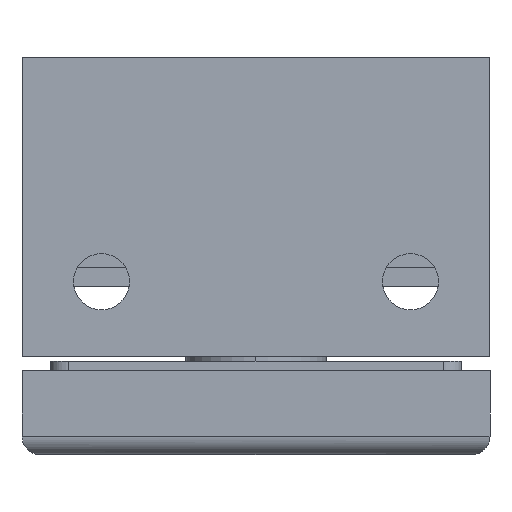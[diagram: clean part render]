
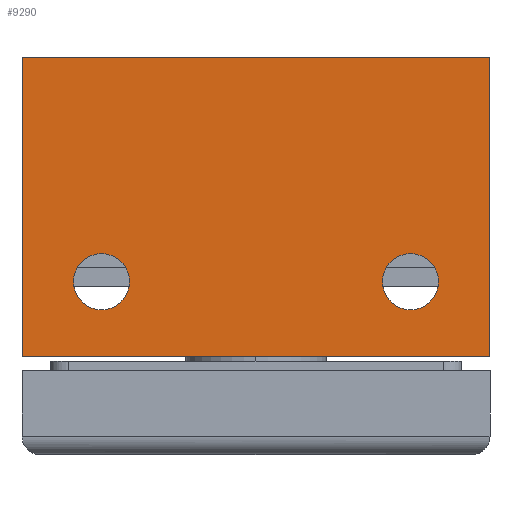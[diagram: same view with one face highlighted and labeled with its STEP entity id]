
A CAD part, left-side view. The second image highlights one B-rep face of the part: STEP entity #9290.
In plain terms, the highlighted planar face has unit normal (-1, 0, 0).
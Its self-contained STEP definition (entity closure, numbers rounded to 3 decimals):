
#138 = CARTESIAN_POINT ( 'NONE',  ( -12.5, 25., 7.5 ) ) ;
#238 = CARTESIAN_POINT ( 'NONE',  ( -12.5, 25., 7.5 ) ) ;
#299 = FACE_BOUND ( 'NONE', #8724, .T. ) ;
#485 = CIRCLE ( 'NONE', #1845, 3. ) ;
#488 = LINE ( 'NONE', #3544, #1498 ) ;
#750 = EDGE_CURVE ( 'NONE', #4335, #1408, #485, .T. ) ;
#903 = ORIENTED_EDGE ( 'NONE', *, *, #7737, .T. ) ;
#1012 = EDGE_CURVE ( 'NONE', #1670, #9309, #7732, .T. ) ;
#1318 = CARTESIAN_POINT ( 'NONE',  ( -12.5, 16.5, -19.5 ) ) ;
#1408 = VERTEX_POINT ( 'NONE', #1318 ) ;
#1485 = CARTESIAN_POINT ( 'NONE',  ( -12.5, 16.5, -16.5 ) ) ;
#1498 = VECTOR ( 'NONE', #8108, 1000. ) ;
#1571 = DIRECTION ( 'NONE',  ( 1., 0., 0. ) ) ;
#1670 = VERTEX_POINT ( 'NONE', #9159 ) ;
#1845 = AXIS2_PLACEMENT_3D ( 'NONE', #1964, #4617, #9362 ) ;
#1964 = CARTESIAN_POINT ( 'NONE',  ( -12.5, 16.5, -16.5 ) ) ;
#2104 = ORIENTED_EDGE ( 'NONE', *, *, #750, .T. ) ;
#2344 = CARTESIAN_POINT ( 'NONE',  ( -12.5, 16.5, -13.5 ) ) ;
#2390 = DIRECTION ( 'NONE',  ( 0., 0., -1. ) ) ;
#2477 = EDGE_CURVE ( 'NONE', #1408, #4335, #11505, .T. ) ;
#2485 = FACE_OUTER_BOUND ( 'NONE', #6551, .T. ) ;
#2545 = DIRECTION ( 'NONE',  ( 0., -1., 0. ) ) ;
#2586 = CARTESIAN_POINT ( 'NONE',  ( -12.5, 25., -24.5 ) ) ;
#3068 = FACE_BOUND ( 'NONE', #6742, .T. ) ;
#3412 = EDGE_CURVE ( 'NONE', #10235, #8780, #488, .T. ) ;
#3544 = CARTESIAN_POINT ( 'NONE',  ( -12.5, 25., 7.5 ) ) ;
#3850 = ORIENTED_EDGE ( 'NONE', *, *, #11231, .F. ) ;
#4335 = VERTEX_POINT ( 'NONE', #2344 ) ;
#4564 = CARTESIAN_POINT ( 'NONE',  ( -12.5, -16.5, -16.5 ) ) ;
#4566 = AXIS2_PLACEMENT_3D ( 'NONE', #5970, #7804, #5007 ) ;
#4617 = DIRECTION ( 'NONE',  ( 1., 0., 0. ) ) ;
#5007 = DIRECTION ( 'NONE',  ( 0., 0., -1. ) ) ;
#5097 = VECTOR ( 'NONE', #2545, 1000. ) ;
#5229 = AXIS2_PLACEMENT_3D ( 'NONE', #1485, #1571, #2390 ) ;
#5314 = ORIENTED_EDGE ( 'NONE', *, *, #6646, .T. ) ;
#5370 = DIRECTION ( 'NONE',  ( -1., 0., 0. ) ) ;
#5534 = ORIENTED_EDGE ( 'NONE', *, *, #3412, .F. ) ;
#5709 = CARTESIAN_POINT ( 'NONE',  ( -12.5, -16.5, -13.5 ) ) ;
#5970 = CARTESIAN_POINT ( 'NONE',  ( -12.5, -16.5, -16.5 ) ) ;
#5994 = VECTOR ( 'NONE', #7356, 1000. ) ;
#6026 = CARTESIAN_POINT ( 'NONE',  ( -12.5, -25., 7.5 ) ) ;
#6551 = EDGE_LOOP ( 'NONE', ( #5314, #5534, #10810, #903 ) ) ;
#6646 = EDGE_CURVE ( 'NONE', #9796, #8780, #10797, .T. ) ;
#6647 = PLANE ( 'NONE',  #11150 ) ;
#6742 = EDGE_LOOP ( 'NONE', ( #10561, #3850 ) ) ;
#7210 = CARTESIAN_POINT ( 'NONE',  ( -12.5, -25., -24.5 ) ) ;
#7281 = CIRCLE ( 'NONE', #4566, 3. ) ;
#7356 = DIRECTION ( 'NONE',  ( 0., 0., 1. ) ) ;
#7404 = AXIS2_PLACEMENT_3D ( 'NONE', #4564, #5370, #8165 ) ;
#7732 = CIRCLE ( 'NONE', #7404, 3. ) ;
#7737 = EDGE_CURVE ( 'NONE', #8852, #9796, #8575, .T. ) ;
#7804 = DIRECTION ( 'NONE',  ( -1., 0., 0. ) ) ;
#8108 = DIRECTION ( 'NONE',  ( 0., -1., 0. ) ) ;
#8165 = DIRECTION ( 'NONE',  ( 0., 0., -1. ) ) ;
#8410 = LINE ( 'NONE', #238, #10300 ) ;
#8575 = LINE ( 'NONE', #2586, #5097 ) ;
#8663 = EDGE_CURVE ( 'NONE', #8852, #10235, #8410, .T. ) ;
#8724 = EDGE_LOOP ( 'NONE', ( #11332, #2104 ) ) ;
#8780 = VERTEX_POINT ( 'NONE', #6026 ) ;
#8852 = VERTEX_POINT ( 'NONE', #9646 ) ;
#9159 = CARTESIAN_POINT ( 'NONE',  ( -12.5, -16.5, -19.5 ) ) ;
#9287 = DIRECTION ( 'NONE',  ( 1., 0., 0. ) ) ;
#9290 = ADVANCED_FACE ( 'NONE', ( #3068, #299, #2485 ), #6647, .F. ) ;
#9309 = VERTEX_POINT ( 'NONE', #5709 ) ;
#9362 = DIRECTION ( 'NONE',  ( 0., 0., -1. ) ) ;
#9507 = DIRECTION ( 'NONE',  ( 0., 0., 1. ) ) ;
#9646 = CARTESIAN_POINT ( 'NONE',  ( -12.5, 25., -24.5 ) ) ;
#9796 = VERTEX_POINT ( 'NONE', #7210 ) ;
#10210 = DIRECTION ( 'NONE',  ( 0., 0., -1. ) ) ;
#10235 = VERTEX_POINT ( 'NONE', #11812 ) ;
#10300 = VECTOR ( 'NONE', #9507, 1000. ) ;
#10561 = ORIENTED_EDGE ( 'NONE', *, *, #1012, .F. ) ;
#10797 = LINE ( 'NONE', #11906, #5994 ) ;
#10810 = ORIENTED_EDGE ( 'NONE', *, *, #8663, .F. ) ;
#11150 = AXIS2_PLACEMENT_3D ( 'NONE', #138, #9287, #10210 ) ;
#11231 = EDGE_CURVE ( 'NONE', #9309, #1670, #7281, .T. ) ;
#11332 = ORIENTED_EDGE ( 'NONE', *, *, #2477, .T. ) ;
#11505 = CIRCLE ( 'NONE', #5229, 3. ) ;
#11812 = CARTESIAN_POINT ( 'NONE',  ( -12.5, 25., 7.5 ) ) ;
#11906 = CARTESIAN_POINT ( 'NONE',  ( -12.5, -25., 7.5 ) ) ;
